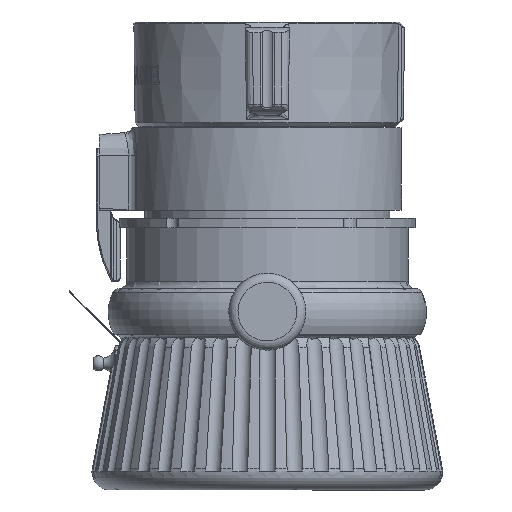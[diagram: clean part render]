
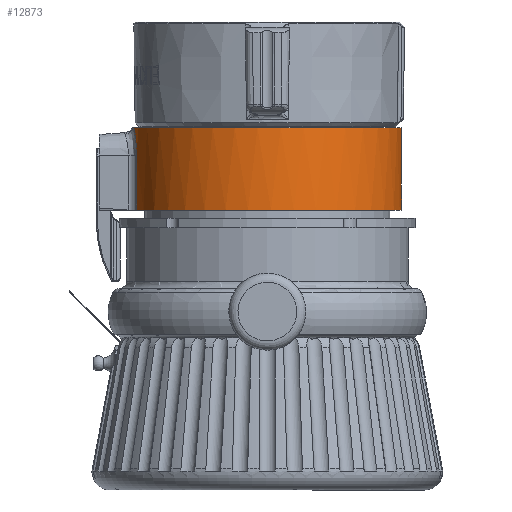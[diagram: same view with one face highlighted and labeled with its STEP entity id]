
A CAD part, front view. The second image highlights one B-rep face of the part: STEP entity #12873.
In plain terms, the highlighted cylindrical face has radius 46.825 mm (diameter 93.65 mm), a partial arc.
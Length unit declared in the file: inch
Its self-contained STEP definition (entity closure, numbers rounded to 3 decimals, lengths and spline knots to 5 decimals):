
#378 = EDGE_CURVE ( 'Defeatured_0_11+Defeatured_0_10+Defeatured_0_15+Defeatured_0_16', #4175, #1032, #13982, .T. ) ;
#591 = B_SPLINE_CURVE_WITH_KNOTS ( 'NONE', 3,
 ( #10075, #1171, #13638, #8053, #22967, #15289, #6736, #4721, #6275, #2945, #8515, #17415, #20843, #4954, #4604, #8402, #11853, #6618 ),
 .UNSPECIFIED., .F., .F.,
 ( 4, 2, 2, 2, 2, 2, 2, 2, 4 ),
 ( 0., 0.10878, 0.21755, 0.32633, 0.38072, 0.4351, 0.54388, 0.65266, 0.87021 ),
 .UNSPECIFIED. ) ;
#1032 = VERTEX_POINT ( 'NONE', #16297 ) ;
#1095 = CARTESIAN_POINT ( 'NONE',  ( -1.79677, -0.41242, -1.78543 ) ) ;
#1132 = ORIENTED_EDGE ( 'NONE', *, *, #13854, .F. ) ;
#1171 = CARTESIAN_POINT ( 'NONE',  ( -1.79678, 0.41242, -1.0121 ) ) ;
#1213 = ORIENTED_EDGE ( 'NONE', *, *, #1851, .T. ) ;
#1851 = EDGE_CURVE ( 'Defeatured_0_11+Defeatured_0_14+Defeatured_0_9+Defeatured_0_8', #11646, #17244, #591, .T. ) ;
#2095 = DIRECTION ( 'NONE',  ( 0., -1., 0. ) ) ;
#2287 = EDGE_CURVE ( 'Defeatured_0_11+Defeatured_0_9+Defeatured_0_17+Defeatured_0_14', #2610, #11646, #19473, .T. ) ;
#2519 = CARTESIAN_POINT ( 'NONE',  ( -1.79678, 0.41242, -1.78562 ) ) ;
#2533 = DIRECTION ( 'NONE',  ( 0., 0., -1. ) ) ;
#2610 = VERTEX_POINT ( 'NONE', #21225 ) ;
#2743 = DIRECTION ( 'NONE',  ( 0., 1., 0. ) ) ;
#2860 = CARTESIAN_POINT ( 'NONE',  ( 0., 0., -1.9065 ) ) ;
#2945 = CARTESIAN_POINT ( 'NONE',  ( -1.80684, 0.36584, -0.8293 ) ) ;
#3170 = CARTESIAN_POINT ( 'NONE',  ( -1.81616, -0.31648, -0.75044 ) ) ;
#3237 = DIRECTION ( 'NONE',  ( 0., 0., 1. ) ) ;
#3940 = CARTESIAN_POINT ( 'NONE',  ( -1.79677, 0.41242, -1.78523 ) ) ;
#4175 = VERTEX_POINT ( 'NONE', #15945 ) ;
#4412 = CARTESIAN_POINT ( 'NONE',  ( -1.79677, -0.41242, -1.78523 ) ) ;
#4590 = CIRCLE ( 'NONE', #14063, 1.8435 ) ;
#4604 = CARTESIAN_POINT ( 'NONE',  ( -1.8182, 0.30463, -0.73611 ) ) ;
#4670 = ORIENTED_EDGE ( 'NONE', *, *, #2287, .T. ) ;
#4721 = CARTESIAN_POINT ( 'NONE',  ( -1.80443, 0.37753, -0.85509 ) ) ;
#4838 = CARTESIAN_POINT ( 'NONE',  ( -1.8182, -0.30464, -0.73611 ) ) ;
#4954 = CARTESIAN_POINT ( 'NONE',  ( -1.81616, 0.31648, -0.75044 ) ) ;
#5069 = CARTESIAN_POINT ( 'NONE',  ( -1.79678, 0.41242, -1.78562 ) ) ;
#5864 = CIRCLE ( 'NONE', #19111, 1.8435 ) ;
#5955 = DIRECTION ( 'NONE',  ( 0., 0., 1. ) ) ;
#5976 = CARTESIAN_POINT ( 'NONE',  ( 0., 0., -0.65362 ) ) ;
#6037 = VERTEX_POINT ( 'NONE', #5069 ) ;
#6073 = EDGE_CURVE ( 'Defeatured_0_11+Defeatured_0_15+Defeatured_0_8+Defeatured_0_10', #18825, #4175, #13907, .T. ) ;
#6162 = EDGE_CURVE ( 'Defeatured_0_11+Defeatured_0_8+Defeatured_0_14+Defeatured_0_15', #17244, #18825, #4590, .T. ) ;
#6275 = CARTESIAN_POINT ( 'NONE',  ( -1.80521, 0.37379, -0.84636 ) ) ;
#6618 = CARTESIAN_POINT ( 'NONE',  ( -1.83179, 0.20746, -0.65362 ) ) ;
#6736 = CARTESIAN_POINT ( 'NONE',  ( -1.80225, 0.38786, -0.88147 ) ) ;
#6738 = DIRECTION ( 'NONE',  ( 0., 0., -1. ) ) ;
#6965 = CARTESIAN_POINT ( 'NONE',  ( -1.80099, -0.39365, -0.89948 ) ) ;
#7850 = FACE_OUTER_BOUND ( 'NONE', #15710, .T. ) ;
#7909 = ORIENTED_EDGE ( 'NONE', *, *, #8855, .F. ) ;
#8053 = CARTESIAN_POINT ( 'NONE',  ( -1.79813, 0.4065, -0.95506 ) ) ;
#8402 = CARTESIAN_POINT ( 'NONE',  ( -1.82427, 0.2668, -0.6959 ) ) ;
#8511 = CARTESIAN_POINT ( 'NONE',  ( -1.81224, -0.33821, -0.78047 ) ) ;
#8515 = CARTESIAN_POINT ( 'NONE',  ( -1.80769, 0.36161, -0.82093 ) ) ;
#8634 = CARTESIAN_POINT ( 'NONE',  ( -1.83179, -0.20745, -0.65362 ) ) ;
#8855 = EDGE_CURVE ( 'Defeatured_0_17+Defeatured_0_11+Defeatured_0_9+Defeatured_0_2', #2610, #6037, #22443, .T. ) ;
#9267 = CARTESIAN_POINT ( 'NONE',  ( -1.79677, 0.41242, -1.0312 ) ) ;
#9274 = VERTEX_POINT ( 'NONE', #20597 ) ;
#10075 = CARTESIAN_POINT ( 'NONE',  ( -1.79677, 0.41242, -1.0312 ) ) ;
#10302 = CARTESIAN_POINT ( 'NONE',  ( -1.82829, -0.23839, -0.6727 ) ) ;
#10616 = ORIENTED_EDGE ( 'NONE', *, *, #6073, .T. ) ;
#10825 = CARTESIAN_POINT ( 'NONE',  ( -1.83179, -0.20745, -0.65362 ) ) ;
#11423 = CARTESIAN_POINT ( 'NONE',  ( -1.79677, 0.41242, -1.78504 ) ) ;
#11584 = CARTESIAN_POINT ( 'NONE',  ( 0., 0., -1.78562 ) ) ;
#11646 = VERTEX_POINT ( 'NONE', #9267 ) ;
#11797 = DIRECTION ( 'NONE',  ( 0., 1., 0. ) ) ;
#11853 = CARTESIAN_POINT ( 'NONE',  ( -1.82828, 0.23841, -0.6727 ) ) ;
#12039 = CARTESIAN_POINT ( 'NONE',  ( -1.79677, 0.41242, -1.21885 ) ) ;
#12873 = ADVANCED_FACE ( 'Defeatured_0_11', ( #7850 ), #13557, .T. ) ;
#12893 = DIRECTION ( 'NONE',  ( 0., 0., 1. ) ) ;
#13557 = CYLINDRICAL_SURFACE ( 'NONE', #17633, 1.8435 ) ;
#13638 = CARTESIAN_POINT ( 'NONE',  ( -1.79705, 0.41124, -0.99305 ) ) ;
#13854 = EDGE_CURVE ( 'Defeatured_0_16+Defeatured_0_11+Defeatured_0_2+Defeatured_0_10', #9274, #1032, #18368, .T. ) ;
#13907 = B_SPLINE_CURVE_WITH_KNOTS ( 'NONE', 3,
 ( #8634, #10302, #21075, #4838, #3170, #8511, #15749, #22962, #15862, #15982, #6965, #23077, #23191, #19642, #21422, #15115 ),
 .UNSPECIFIED., .F., .F.,
 ( 4, 2, 2, 2, 2, 2, 2, 4 ),
 ( 0.12978, 0.34734, 0.45612, 0.56489, 0.67367, 0.78245, 0.89122, 1. ),
 .UNSPECIFIED. ) ;
#13982 = LINE ( 'NONE', #22969, #22834 ) ;
#14063 = AXIS2_PLACEMENT_3D ( 'NONE', #5976, #2533, #11797 ) ;
#14765 = CARTESIAN_POINT ( 'NONE',  ( -1.79678, -0.41242, -1.78562 ) ) ;
#15115 = CARTESIAN_POINT ( 'NONE',  ( -1.79677, -0.41242, -1.0312 ) ) ;
#15231 = EDGE_CURVE ( 'Defeatured_0_11+Defeatured_0_2+Defeatured_0_16+Defeatured_0_17', #9274, #6037, #5864, .T. ) ;
#15289 = CARTESIAN_POINT ( 'NONE',  ( -1.80099, 0.39365, -0.89948 ) ) ;
#15561 = CARTESIAN_POINT ( 'NONE',  ( -1.79677, -0.41242, -1.78504 ) ) ;
#15710 = EDGE_LOOP ( 'NONE', ( #1213, #22569, #10616, #17752, #1132, #16277, #7909, #4670 ) ) ;
#15749 = CARTESIAN_POINT ( 'NONE',  ( -1.81034, -0.34819, -0.79629 ) ) ;
#15850 = CARTESIAN_POINT ( 'NONE',  ( -1.83179, 0.20746, -0.65362 ) ) ;
#15862 = CARTESIAN_POINT ( 'NONE',  ( -1.80516, -0.37409, -0.84631 ) ) ;
#15945 = CARTESIAN_POINT ( 'NONE',  ( -1.79677, -0.41242, -1.0312 ) ) ;
#15982 = CARTESIAN_POINT ( 'NONE',  ( -1.80225, -0.38786, -0.88147 ) ) ;
#16277 = ORIENTED_EDGE ( 'NONE', *, *, #15231, .T. ) ;
#16297 = CARTESIAN_POINT ( 'NONE',  ( -1.79677, -0.41242, -1.78504 ) ) ;
#17244 = VERTEX_POINT ( 'NONE', #15850 ) ;
#17415 = CARTESIAN_POINT ( 'NONE',  ( -1.81034, 0.34818, -0.79629 ) ) ;
#17633 = AXIS2_PLACEMENT_3D ( 'NONE', #2860, #5955, #2743 ) ;
#17752 = ORIENTED_EDGE ( 'NONE', *, *, #378, .T. ) ;
#18144 = VECTOR ( 'NONE', #3237, 39.37008 ) ;
#18288 = CARTESIAN_POINT ( 'NONE',  ( -1.79677, 0.41242, -1.78543 ) ) ;
#18368 = B_SPLINE_CURVE_WITH_KNOTS ( 'NONE', 3,
 ( #14765, #1095, #4412, #15561 ),
 .UNSPECIFIED., .F., .F.,
 ( 4, 4 ),
 ( 0.99049, 1. ),
 .UNSPECIFIED. ) ;
#18825 = VERTEX_POINT ( 'NONE', #10825 ) ;
#19111 = AXIS2_PLACEMENT_3D ( 'NONE', #11584, #12893, #2095 ) ;
#19473 = LINE ( 'NONE', #12039, #18144 ) ;
#19642 = CARTESIAN_POINT ( 'NONE',  ( -1.79705, -0.41124, -0.99304 ) ) ;
#20597 = CARTESIAN_POINT ( 'NONE',  ( -1.79678, -0.41242, -1.78562 ) ) ;
#20843 = CARTESIAN_POINT ( 'NONE',  ( -1.81224, 0.3382, -0.78047 ) ) ;
#21075 = CARTESIAN_POINT ( 'NONE',  ( -1.82427, -0.2668, -0.69589 ) ) ;
#21225 = CARTESIAN_POINT ( 'NONE',  ( -1.79677, 0.41242, -1.78504 ) ) ;
#21422 = CARTESIAN_POINT ( 'NONE',  ( -1.79678, -0.41242, -1.01209 ) ) ;
#22443 = B_SPLINE_CURVE_WITH_KNOTS ( 'NONE', 3,
 ( #11423, #3940, #18288, #2519 ),
 .UNSPECIFIED., .F., .F.,
 ( 4, 4 ),
 ( 0., 0.00951 ),
 .UNSPECIFIED. ) ;
#22569 = ORIENTED_EDGE ( 'NONE', *, *, #6162, .T. ) ;
#22834 = VECTOR ( 'NONE', #6738, 39.37008 ) ;
#22962 = CARTESIAN_POINT ( 'NONE',  ( -1.80681, -0.36609, -0.82915 ) ) ;
#22967 = CARTESIAN_POINT ( 'NONE',  ( -1.79892, 0.40298, -0.93631 ) ) ;
#22969 = CARTESIAN_POINT ( 'NONE',  ( -1.79677, -0.41242, -1.21885 ) ) ;
#23077 = CARTESIAN_POINT ( 'NONE',  ( -1.79892, -0.40298, -0.9363 ) ) ;
#23191 = CARTESIAN_POINT ( 'NONE',  ( -1.79812, -0.4065, -0.95507 ) ) ;
